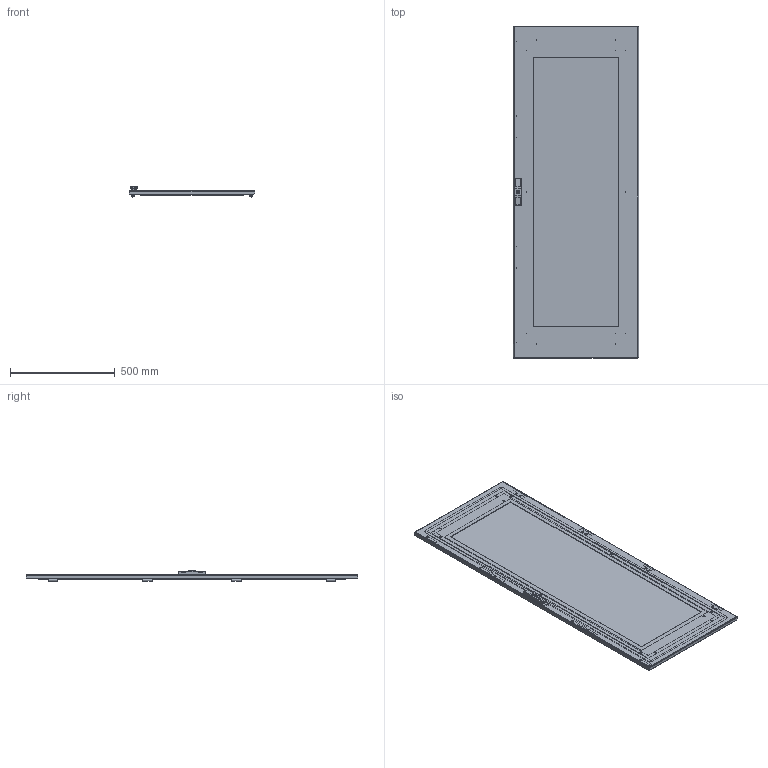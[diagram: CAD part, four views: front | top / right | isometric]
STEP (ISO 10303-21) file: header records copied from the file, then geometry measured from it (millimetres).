
FILE_DESCRIPTION (( 'STEP AP203' ), '1' );
FILE_NAME ('UR24400160604 Äâåðü îáçîðíàÿ RS52 160.60 ÑÏ (000.801.509-01).STEP', '2022-04-08T11:03:48', ( '' ), ( '' ), 'SwSTEP 2.0', 'SolidWorks 2017', '' );
FILE_SCHEMA (( 'CONFIG_CONTROL_DESIGN' ));
Length unit declared in the file: millimetre
Products named in the file (34): 054-200 Ñòîéêà äâåðè RS52_02 (160.00); 050-42 Âòóëêà ñêðûòîé ïåòëè; 000.203.277 ﾄ粢 RS52 160.00_01 (160.60); 012-2037 Ïàíåëü äâåðè RS52 160.00_01 (160.60); 037-50 Ïåòëÿ LC3; Ñêîò÷ äëÿ ñòåêëà äâåðè RS52_03 (160.60); Âèíò ISO 10642 TX_Œ5å16; 000.231.045 Ðàìà óñèëèâàþùàÿ RS52_10 (160.60); 000.800.092 Ïëàíêà çàïîðíàÿ_01 (160.00); 017-45 栺樏鋋_03 (160.60); Øàéáà 6402 Ò_Œ6; Ãàéêà øåñòèãðàííàÿ âûñîêàÿ ñàìîñòîïîðÿùàÿñÿ ñ ôëàíöåì ÃÎÑÒ ISO 7043_Œ6; Âèíò ISO 10642 TX_Œ5å10; 000.210.558 Îñíîâàíèå äâåðè RS52 160.00_01 (160.60); Øïèëüêà çàçåìëåíèÿ CKF CS_Œ6å16; 029-373 Ñîåäèíèòåëü óãëîâîé ðàìêè äâåðè RS52; Øïèëüêà ðåçüáîâàÿ Ì6_Œ6å12; 028-126 Ñêîáà LC3; 040-195 Ïëàíêà çàïîðíàÿ_02 (160.00); 048-06 Ïðóæèíà ïåòëè çàæèìíàÿ; 028-98 Ñêîáà; 000.800.094 Ïëàíêà çàïîðíàÿ_02 (160.00); Óïëîòíèòåëü ÏÏÓ äëÿ äâåðêè LC3_07 (160å60); Âèíò DIN 7500 C TORX_Œ5å16; UR24400160604 Äâåðü îáçîðíàÿ RS52 160.60 ÑÏ (000.801.509-01); 000.800.061 Ïåòëÿ LC3_‡ ªàëâ®; Ãàéêà Ýðèêñîíà Ì5 ñ ïëîñêîé ãîëîâêîé; 040-194 Ïëàíêà çàïîðíàÿ_02 (160.00); 000.800.093 Ïëàíêà çàïîðíàÿ_02 (160.00); 016-90 Øòûðü ïåòëè LC3; 054-201 Ïîïåðå÷èíà äâåðè RS52_01 (00.60); MS896 Çàìîê-íàêëàäêà îñíîâíàÿ äëÿ LC_Žâªàëâ®; Øïèëüêà ðåçüáîâàÿ Ì6_Œ5å12; 040-196 Ïëàíêà çàïîðíàÿ_02 (160.00)
Assembly tree (109 placements, depth 4):
  UR24400160604 Äâåðü îáçîðíàÿ RS52 160.60 ÑÏ (000.801.509-01)
    000.203.277 ﾄ粢 RS52 160.00_01 (160.60)
      000.210.558 Îñíîâàíèå äâåðè RS52 160.00_01 (160.60)
        012-2037 Ïàíåëü äâåðè RS52 160.00_01 (160.60)
        Øïèëüêà çàçåìëåíèÿ CKF CS_Œ6å16  x2
        Øïèëüêà ðåçüáîâàÿ Ì6_Œ5å12  x3
        Øïèëüêà ðåçüáîâàÿ Ì6_Œ6å12  x13
        050-42 Âòóëêà ñêðûòîé ïåòëè  x4
      000.231.045 Ðàìà óñèëèâàþùàÿ RS52_10 (160.60)
        054-200 Ñòîéêà äâåðè RS52_02 (160.00)  x2
        054-201 Ïîïåðå÷èíà äâåðè RS52_01 (00.60)  x2
        029-373 Ñîåäèíèòåëü óãëîâîé ðàìêè äâåðè RS52  x4
        Âèíò DIN 7500 C TORX_Œ5å16  x8
      Ãàéêà Ýðèêñîíà Ì5 ñ ïëîñêîé ãîëîâêîé  x10
      Óïëîòíèòåëü ÏÏÓ äëÿ äâåðêè LC3_07 (160å60)
      MS896 Çàìîê-íàêëàäêà îñíîâíàÿ äëÿ LC_Žâªàëâ®
      Âèíò ISO 10642 TX_Œ5å10  x2
      000.800.092 Ïëàíêà çàïîðíàÿ_01 (160.00)
        040-194 Ïëàíêà çàïîðíàÿ_02 (160.00)
        028-98 Ñêîáà  x2
      000.800.093 Ïëàíêà çàïîðíàÿ_02 (160.00)
        040-195 Ïëàíêà çàïîðíàÿ_02 (160.00)
        028-98 Ñêîáà
      000.800.094 Ïëàíêà çàïîðíàÿ_02 (160.00)
        040-196 Ïëàíêà çàïîðíàÿ_02 (160.00)
        028-98 Ñêîáà
      Øàéáà 6402 Ò_Œ6  x6
      Ãàéêà øåñòèãðàííàÿ âûñîêàÿ ñàìîñòîïîðÿùàÿñÿ ñ ôëàíöåì ÃÎÑÒ ISO 7043_Œ6  x6
      Ñêîò÷ äëÿ ñòåêëà äâåðè RS52_03 (160.60)
      017-45 栺樏鋋_03 (160.60)
    000.800.061 Ïåòëÿ LC3_‡ ªàëâ®  x4
      037-50 Ïåòëÿ LC3
      016-90 Øòûðü ïåòëè LC3
      048-06 Ïðóæèíà ïåòëè çàæèìíàÿ
    028-126 Ñêîáà LC3  x4
    Âèíò ISO 10642 TX_Œ5å16  x16
Bounding box: 596.8 x 1584 x 47.95 mm (x, y, z)
Volume: 4329144.8 mm3; surface area: 3262848.7 mm2
Topology: 119 solids, 123 shells, 3776 faces, 9985 edges, 6471 vertices
Faces by surface type: cylinder 1631, plane 1447, cone 468, bspline 112, torus 102, sphere 16
Entity records: 46010 total; most frequent: CARTESIAN_POINT 10084, DIRECTION 6513, ORIENTED_EDGE 6094, EDGE_CURVE 3050, AXIS2_PLACEMENT_3D 2414, VERTEX_POINT 1968, VECTOR 1685, LINE 1685
